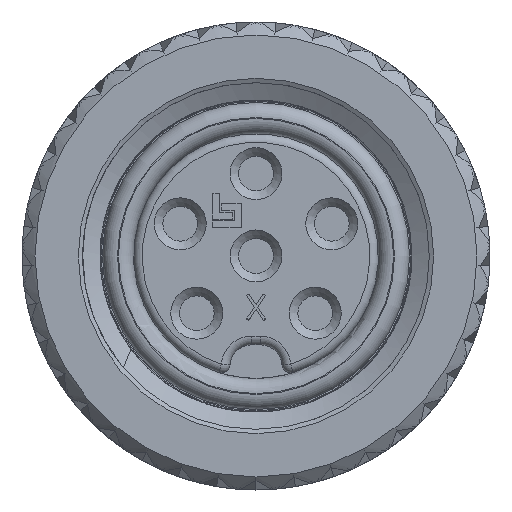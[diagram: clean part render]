
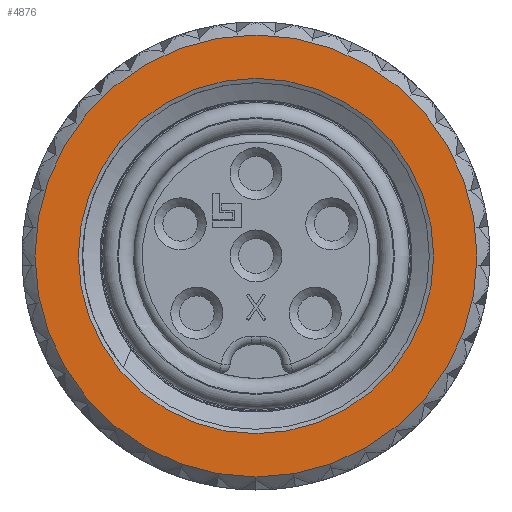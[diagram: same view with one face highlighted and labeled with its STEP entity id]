
A CAD part, left-side view. The second image highlights one B-rep face of the part: STEP entity #4876.
In plain terms, the highlighted planar face has unit normal (-1, 0, 0).
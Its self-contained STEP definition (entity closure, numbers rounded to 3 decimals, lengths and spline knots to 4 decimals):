
#4876=ADVANCED_FACE('',(#6640,#6641),#6125,.F.);
#6125=PLANE('',#18824);
#6640=FACE_BOUND('',#6941,.T.);
#6641=FACE_BOUND('',#6942,.T.);
#6941=EDGE_LOOP('',(#9443));
#6942=EDGE_LOOP('',(#9444));
#9443=ORIENTED_EDGE('',*,*,#16834,.T.);
#9444=ORIENTED_EDGE('',*,*,#16835,.F.);
#15036=VERTEX_POINT('',#26795);
#15037=VERTEX_POINT('',#26797);
#16834=EDGE_CURVE('',#15036,#15036,#18579,.T.);
#16835=EDGE_CURVE('',#15037,#15037,#18580,.T.);
#18579=CIRCLE('',#18822,4.1);
#18580=CIRCLE('',#18823,5.1);
#18822=AXIS2_PLACEMENT_3D('',#26794,#19437,#19438);
#18823=AXIS2_PLACEMENT_3D('',#26796,#19439,#19440);
#18824=AXIS2_PLACEMENT_3D('',#26798,#19441,#19442);
#19437=DIRECTION('',(1.,0.,0.));
#19438=DIRECTION('',(0.,-1.,0.));
#19439=DIRECTION('',(1.,0.,0.));
#19440=DIRECTION('',(0.,-1.,0.));
#19441=DIRECTION('',(1.,0.,0.));
#19442=DIRECTION('',(0.,-1.,0.));
#26794=CARTESIAN_POINT('',(-0.9,0.,0.));
#26795=CARTESIAN_POINT('',(-0.9,-4.1,0.));
#26796=CARTESIAN_POINT('',(-0.9,0.,0.));
#26797=CARTESIAN_POINT('',(-0.9,-5.1,0.));
#26798=CARTESIAN_POINT('',(-0.9,0.,-3.6));
